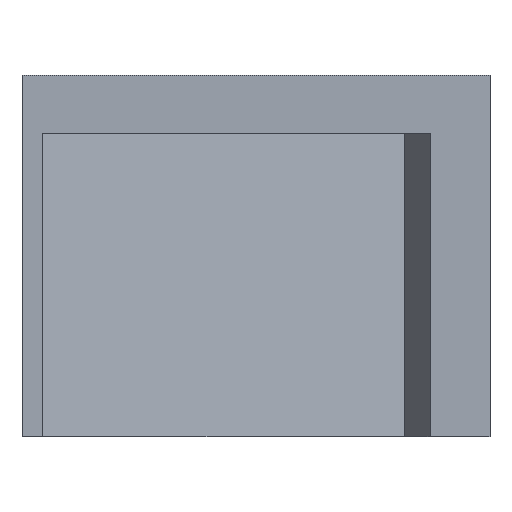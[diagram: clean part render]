
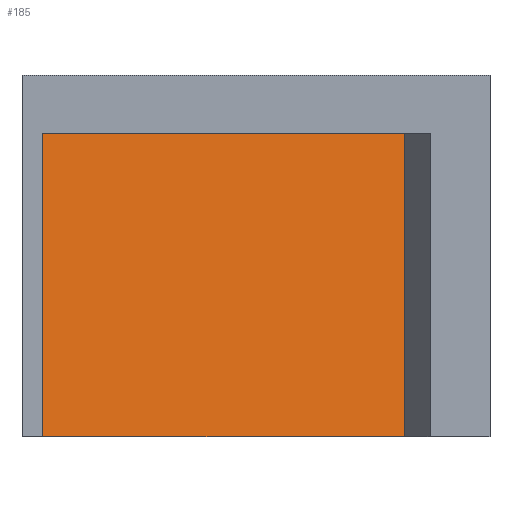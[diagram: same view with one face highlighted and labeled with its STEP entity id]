
A CAD part, front view. The second image highlights one B-rep face of the part: STEP entity #185.
In plain terms, the highlighted planar face has unit normal (0.259, -0.966, 0).
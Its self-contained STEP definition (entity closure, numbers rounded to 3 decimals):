
#42 = VERTEX_POINT('',#43);
#43 = CARTESIAN_POINT('',(1.443,0.,0.));
#90 = VERTEX_POINT('',#91);
#91 = CARTESIAN_POINT('',(1.443,0.,21.));
#97 = EDGE_CURVE('',#42,#90,#98,.T.);
#98 = LINE('',#99,#100);
#99 = CARTESIAN_POINT('',(1.443,0.,0.));
#100 = VECTOR('',#101,1.);
#101 = DIRECTION('',(0.,0.,1.));
#166 = EDGE_CURVE('',#167,#42,#169,.T.);
#167 = VERTEX_POINT('',#168);
#168 = CARTESIAN_POINT('',(26.418,6.692,0.));
#169 = LINE('',#170,#171);
#170 = CARTESIAN_POINT('',(26.418,6.692,0.));
#171 = VECTOR('',#172,1.);
#172 = DIRECTION('',(-0.966,-0.259,0.));
#185 = ADVANCED_FACE('',(#186),#204,.T.);
#186 = FACE_BOUND('',#187,.T.);
#187 = EDGE_LOOP('',(#188,#196,#202,#203));
#188 = ORIENTED_EDGE('',*,*,#189,.T.);
#189 = EDGE_CURVE('',#167,#190,#192,.T.);
#190 = VERTEX_POINT('',#191);
#191 = CARTESIAN_POINT('',(26.418,6.692,21.));
#192 = LINE('',#193,#194);
#193 = CARTESIAN_POINT('',(26.418,6.692,0.));
#194 = VECTOR('',#195,1.);
#195 = DIRECTION('',(0.,0.,1.));
#196 = ORIENTED_EDGE('',*,*,#197,.T.);
#197 = EDGE_CURVE('',#190,#90,#198,.T.);
#198 = LINE('',#199,#200);
#199 = CARTESIAN_POINT('',(26.418,6.692,21.));
#200 = VECTOR('',#201,1.);
#201 = DIRECTION('',(-0.966,-0.259,0.));
#202 = ORIENTED_EDGE('',*,*,#97,.F.);
#203 = ORIENTED_EDGE('',*,*,#166,.F.);
#204 = PLANE('',#205);
#205 = AXIS2_PLACEMENT_3D('',#206,#207,#208);
#206 = CARTESIAN_POINT('',(26.418,6.692,0.));
#207 = DIRECTION('',(0.259,-0.966,0.));
#208 = DIRECTION('',(-0.966,-0.259,0.));
